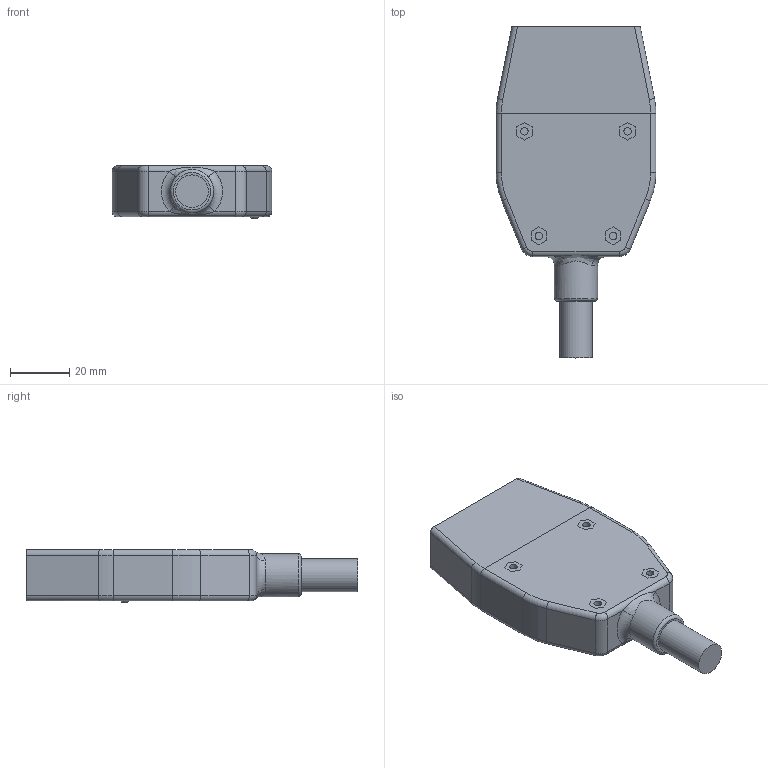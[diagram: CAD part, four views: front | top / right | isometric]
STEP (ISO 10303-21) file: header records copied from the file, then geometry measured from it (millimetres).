
FILE_DESCRIPTION(/* description */ (''),/* implementation_level */ '2;1');
FILE_NAME(/* name */ 'transducer-module.step',/* time_stamp */ '2023-02-10T15:28:46Z',/* author */ (''),/* organization */ (''),/* preprocessor_version */ 'ST-DEVELOPER v19.2',/* originating_system */ 'Autodesk Translation Framework v11.17.0.187',/* authorisation */ '');
FILE_SCHEMA (('AUTOMOTIVE_DESIGN { 1 0 10303 214 3 1 1 }'));
Length unit declared in the file: millimetre
Products named in the file (13): Modular UST Transducer Array; PZT Elements; PCB; Backing Layer; SMT Header; IDC Connector; Housing; Ribbon Cable; Cover; Mounting Nuts; Coatings; Acoustic Coating; Rigid Coating
Assembly tree (12 placements, depth 3):
  Modular UST Transducer Array
    PZT Elements
    PCB
    Backing Layer
    SMT Header
    IDC Connector
    Housing
    Ribbon Cable
    Cover
    Mounting Nuts
    Coatings
      Acoustic Coating
      Rigid Coating
Bounding box: 53.9 x 111.97 x 17.7 mm (x, y, z)
Volume: 58478.7 mm3; surface area: 51990.3 mm2
Topology: 113 solids, 113 shells, 1353 faces, 2982 edges, 1866 vertices
Faces by surface type: plane 1169, bspline 70, cylinder 68, cone 31, torus 15
Full cylindrical faces by diameter (mm): 1.59 x2, 1.78 x2, 2.529 x4, 4.3 x2, 11 x2, 14.6 x1
Entity records: 40551 total; most frequent: CARTESIAN_POINT 10867, ORIENTED_EDGE 5964, DIRECTION 5637, EDGE_CURVE 2982, LINE 2569, VECTOR 2569, VERTEX_POINT 1866, AXIS2_PLACEMENT_3D 1534
